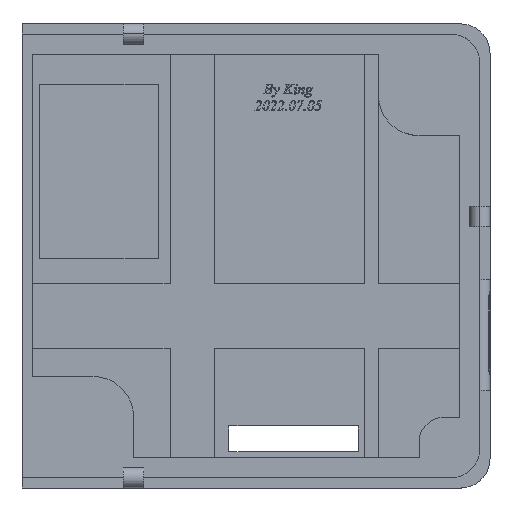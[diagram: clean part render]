
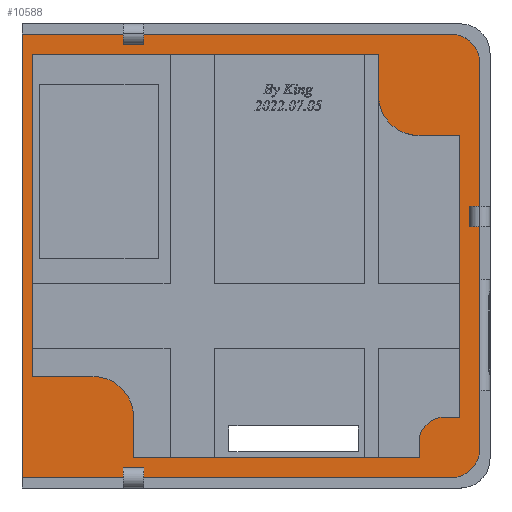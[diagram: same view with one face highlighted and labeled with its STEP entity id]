
A CAD part, top view. The second image highlights one B-rep face of the part: STEP entity #10588.
In plain terms, the highlighted planar face has unit normal (0, 0, 1).
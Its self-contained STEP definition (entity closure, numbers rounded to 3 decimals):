
#86=CIRCLE('',#10813,2.5);
#87=CIRCLE('',#10817,4.);
#88=CIRCLE('',#10820,4.);
#110=CIRCLE('',#10883,2.9);
#129=CIRCLE('',#10918,2.9);
#164=FACE_BOUND('',#2312,.T.);
#1710=FACE_OUTER_BOUND('',#2311,.T.);
#2311=EDGE_LOOP('',(#9763,#9764,#9765,#9766,#9767,#9768,#9769,#9770,#9771,
#9772));
#2312=EDGE_LOOP('',(#9773,#9774,#9775,#9776,#9777,#9778,#9779,#9780,#9781,
#9782,#9783,#9784,#9785));
#2951=LINE('',#20539,#3799);
#2974=LINE('',#20591,#3822);
#2976=LINE('',#20595,#3824);
#2992=LINE('',#20634,#3840);
#3055=LINE('',#20848,#3903);
#3058=LINE('',#20854,#3906);
#3061=LINE('',#20861,#3909);
#3062=LINE('',#20864,#3910);
#3064=LINE('',#20870,#3912);
#3067=LINE('',#20878,#3915);
#3069=LINE('',#20881,#3917);
#3109=LINE('',#20993,#3957);
#3114=LINE('',#21003,#3962);
#3115=LINE('',#21005,#3963);
#3116=LINE('',#21007,#3964);
#3117=LINE('',#21009,#3965);
#3118=LINE('',#21011,#3966);
#3141=LINE('',#21060,#3989);
#3799=VECTOR('',#11801,10.);
#3822=VECTOR('',#11844,10.);
#3824=VECTOR('',#11848,10.);
#3840=VECTOR('',#11882,10.);
#3903=VECTOR('',#12057,10.);
#3906=VECTOR('',#12062,10.);
#3909=VECTOR('',#12071,10.);
#3910=VECTOR('',#12074,10.);
#3912=VECTOR('',#12082,10.);
#3915=VECTOR('',#12091,10.);
#3917=VECTOR('',#12095,10.);
#3957=VECTOR('',#12209,10.);
#3962=VECTOR('',#12218,10.);
#3963=VECTOR('',#12219,10.);
#3964=VECTOR('',#12220,10.);
#3965=VECTOR('',#12221,10.);
#3966=VECTOR('',#12222,10.);
#3989=VECTOR('',#12253,10.);
#4876=VERTEX_POINT('',#20536);
#4877=VERTEX_POINT('',#20538);
#4896=VERTEX_POINT('',#20589);
#4897=VERTEX_POINT('',#20593);
#4910=VERTEX_POINT('',#20631);
#4911=VERTEX_POINT('',#20633);
#4977=VERTEX_POINT('',#20845);
#4978=VERTEX_POINT('',#20847);
#4979=VERTEX_POINT('',#20851);
#4980=VERTEX_POINT('',#20853);
#4981=VERTEX_POINT('',#20857);
#4982=VERTEX_POINT('',#20863);
#4983=VERTEX_POINT('',#20869);
#4984=VERTEX_POINT('',#20873);
#4985=VERTEX_POINT('',#20877);
#5020=VERTEX_POINT('',#20991);
#5022=VERTEX_POINT('',#21000);
#5023=VERTEX_POINT('',#21002);
#5024=VERTEX_POINT('',#21004);
#5025=VERTEX_POINT('',#21006);
#5026=VERTEX_POINT('',#21008);
#5027=VERTEX_POINT('',#21010);
#5049=VERTEX_POINT('',#21059);
#6350=EDGE_CURVE('',#4877,#4876,#2951,.T.);
#6376=EDGE_CURVE('',#4876,#4896,#2974,.T.);
#6378=EDGE_CURVE('',#4896,#4897,#2976,.T.);
#6396=EDGE_CURVE('',#4911,#4910,#2992,.T.);
#6493=EDGE_CURVE('',#4978,#4977,#3055,.T.);
#6496=EDGE_CURVE('',#4979,#4980,#3058,.T.);
#6498=EDGE_CURVE('',#4981,#4980,#86,.T.);
#6500=EDGE_CURVE('',#4981,#4977,#3061,.T.);
#6501=EDGE_CURVE('',#4982,#4978,#3062,.T.);
#6503=EDGE_CURVE('',#4897,#4982,#87,.T.);
#6504=EDGE_CURVE('',#4983,#4877,#3064,.T.);
#6506=EDGE_CURVE('',#4984,#4983,#88,.T.);
#6508=EDGE_CURVE('',#4985,#4984,#3067,.T.);
#6510=EDGE_CURVE('',#4979,#4985,#3069,.T.);
#6564=EDGE_CURVE('',#5020,#4910,#3109,.T.);
#6569=EDGE_CURVE('',#5023,#5022,#3114,.T.);
#6570=EDGE_CURVE('',#5024,#5023,#3115,.T.);
#6571=EDGE_CURVE('',#5025,#5024,#3116,.T.);
#6572=EDGE_CURVE('',#5026,#5025,#3117,.T.);
#6573=EDGE_CURVE('',#5027,#5026,#3118,.T.);
#6598=EDGE_CURVE('',#4911,#5049,#3141,.T.);
#6619=EDGE_CURVE('',#5020,#5027,#110,.T.);
#6652=EDGE_CURVE('',#5022,#5049,#129,.T.);
#9763=ORIENTED_EDGE('',*,*,#6396,.T.);
#9764=ORIENTED_EDGE('',*,*,#6564,.F.);
#9765=ORIENTED_EDGE('',*,*,#6619,.T.);
#9766=ORIENTED_EDGE('',*,*,#6573,.T.);
#9767=ORIENTED_EDGE('',*,*,#6572,.T.);
#9768=ORIENTED_EDGE('',*,*,#6571,.T.);
#9769=ORIENTED_EDGE('',*,*,#6570,.T.);
#9770=ORIENTED_EDGE('',*,*,#6569,.T.);
#9771=ORIENTED_EDGE('',*,*,#6652,.T.);
#9772=ORIENTED_EDGE('',*,*,#6598,.F.);
#9773=ORIENTED_EDGE('',*,*,#6493,.T.);
#9774=ORIENTED_EDGE('',*,*,#6500,.F.);
#9775=ORIENTED_EDGE('',*,*,#6498,.T.);
#9776=ORIENTED_EDGE('',*,*,#6496,.F.);
#9777=ORIENTED_EDGE('',*,*,#6510,.T.);
#9778=ORIENTED_EDGE('',*,*,#6508,.T.);
#9779=ORIENTED_EDGE('',*,*,#6506,.T.);
#9780=ORIENTED_EDGE('',*,*,#6504,.T.);
#9781=ORIENTED_EDGE('',*,*,#6350,.T.);
#9782=ORIENTED_EDGE('',*,*,#6376,.T.);
#9783=ORIENTED_EDGE('',*,*,#6378,.T.);
#9784=ORIENTED_EDGE('',*,*,#6503,.T.);
#9785=ORIENTED_EDGE('',*,*,#6501,.T.);
#10026=PLANE('',#10917);
#10588=ADVANCED_FACE('',(#1710,#164),#10026,.F.);
#10813=AXIS2_PLACEMENT_3D('',#20858,#12066,#12067);
#10817=AXIS2_PLACEMENT_3D('',#20867,#12078,#12079);
#10820=AXIS2_PLACEMENT_3D('',#20874,#12086,#12087);
#10883=AXIS2_PLACEMENT_3D('',#21100,#12303,#12304);
#10917=AXIS2_PLACEMENT_3D('',#21238,#12381,#12382);
#10918=AXIS2_PLACEMENT_3D('',#21239,#12383,#12384);
#11801=DIRECTION('',(0.,1.,0.));
#11844=DIRECTION('',(1.,0.,0.));
#11848=DIRECTION('',(0.,-1.,0.));
#11882=DIRECTION('',(0.,-1.,0.));
#12057=DIRECTION('',(0.,-1.,0.));
#12062=DIRECTION('',(0.,1.,0.));
#12066=DIRECTION('center_axis',(0.,0.,
1.));
#12067=DIRECTION('ref_axis',(0.,1.,0.));
#12071=DIRECTION('',(1.,0.,0.));
#12074=DIRECTION('',(1.,0.,0.));
#12078=DIRECTION('center_axis',(0.,0.,
1.));
#12079=DIRECTION('ref_axis',(-1.,0.,0.));
#12082=DIRECTION('',(-1.,0.,0.));
#12086=DIRECTION('center_axis',(0.,0.,
1.));
#12087=DIRECTION('ref_axis',(1.,0.,0.));
#12091=DIRECTION('',(0.,1.,0.));
#12095=DIRECTION('',(-1.,0.,0.));
#12209=DIRECTION('',(-1.,0.,0.));
#12218=DIRECTION('',(0.,1.,0.));
#12219=DIRECTION('',(0.,1.,0.));
#12220=DIRECTION('',(0.,1.,0.));
#12221=DIRECTION('',(0.,1.,0.));
#12222=DIRECTION('',(0.,1.,0.));
#12253=DIRECTION('',(1.,0.,0.));
#12303=DIRECTION('center_axis',(0.,0.,1.));
#12304=DIRECTION('ref_axis',(1.,0.,0.));
#12381=DIRECTION('center_axis',(0.,0.,-1.));
#12382=DIRECTION('ref_axis',(1.,0.,0.));
#12383=DIRECTION('center_axis',(0.,0.,1.));
#12384=DIRECTION('ref_axis',(0.,1.,0.));
#20536=CARTESIAN_POINT('',(-19.381,17.466,6.938));
#20538=CARTESIAN_POINT('',(-19.381,-14.296,6.938));
#20539=CARTESIAN_POINT('',(-19.381,-12.355,6.938));
#20589=CARTESIAN_POINT('',(14.762,17.466,6.938));
#20591=CARTESIAN_POINT('',(-8.345,17.466,6.938));
#20593=CARTESIAN_POINT('',(14.762,13.466,6.938));
#20595=CARTESIAN_POINT('',(14.762,17.466,6.938));
#20631=CARTESIAN_POINT('',(-20.381,-24.296,6.938));
#20633=CARTESIAN_POINT('',(-20.381,19.466,6.938));
#20634=CARTESIAN_POINT('',(-20.381,19.466,6.938));
#20845=CARTESIAN_POINT('',(22.762,-18.296,6.938));
#20847=CARTESIAN_POINT('',(22.762,9.466,6.938));
#20848=CARTESIAN_POINT('',(22.762,7.526,6.938));
#20851=CARTESIAN_POINT('',(18.762,-22.296,6.938));
#20853=CARTESIAN_POINT('',(18.762,-20.796,6.938));
#20854=CARTESIAN_POINT('',(18.762,-22.296,6.938));
#20857=CARTESIAN_POINT('',(21.262,-18.296,6.938));
#20858=CARTESIAN_POINT('Origin',(21.262,-20.796,6.938));
#20861=CARTESIAN_POINT('',(21.262,-18.296,6.938));
#20863=CARTESIAN_POINT('',(18.762,9.466,6.938));
#20864=CARTESIAN_POINT('',(18.762,9.466,6.938));
#20867=CARTESIAN_POINT('Origin',(18.762,13.466,6.938));
#20869=CARTESIAN_POINT('',(-13.381,-14.296,6.938));
#20870=CARTESIAN_POINT('',(-13.381,-14.296,6.938));
#20873=CARTESIAN_POINT('',(-9.381,-18.296,6.938));
#20874=CARTESIAN_POINT('Origin',(-13.381,-18.296,6.938));
#20877=CARTESIAN_POINT('',(-9.381,-22.296,6.938));
#20878=CARTESIAN_POINT('',(-9.381,-22.296,6.938));
#20881=CARTESIAN_POINT('',(-5.345,-22.296,6.938));
#20991=CARTESIAN_POINT('',(21.862,-24.296,6.938));
#20993=CARTESIAN_POINT('',(0.991,-24.296,6.938));
#21000=CARTESIAN_POINT('',(24.762,16.566,6.938));
#21002=CARTESIAN_POINT('',(24.762,13.466,6.938));
#21003=CARTESIAN_POINT('',(24.762,-21.396,6.938));
#21004=CARTESIAN_POINT('',(24.762,-5.546,6.938));
#21005=CARTESIAN_POINT('',(24.762,-21.396,6.938));
#21006=CARTESIAN_POINT('',(24.762,-14.296,6.938));
#21007=CARTESIAN_POINT('',(24.762,-6.23,6.938));
#21008=CARTESIAN_POINT('',(24.762,-14.545,6.938));
#21009=CARTESIAN_POINT('',(24.762,-6.23,6.938));
#21010=CARTESIAN_POINT('',(24.762,-21.396,6.938));
#21011=CARTESIAN_POINT('',(24.762,-21.396,6.938));
#21059=CARTESIAN_POINT('',(21.862,19.466,6.938));
#21060=CARTESIAN_POINT('',(-20.131,19.466,6.938));
#21100=CARTESIAN_POINT('Origin',(21.862,-21.396,6.938));
#21238=CARTESIAN_POINT('Origin',(2.691,-2.415,6.938));
#21239=CARTESIAN_POINT('Origin',(21.862,16.566,6.938));
